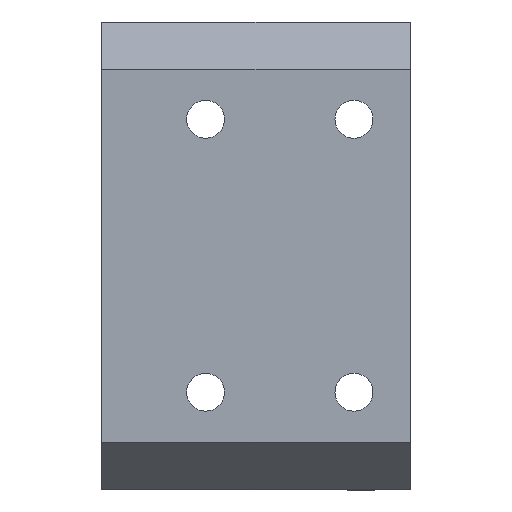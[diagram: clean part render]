
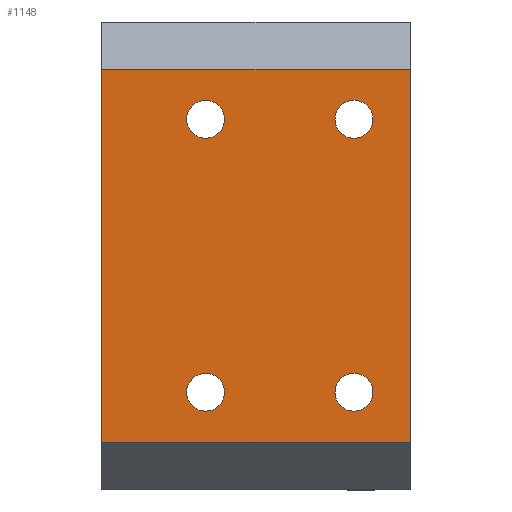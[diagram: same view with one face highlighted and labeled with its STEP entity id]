
A CAD part, top view. The second image highlights one B-rep face of the part: STEP entity #1148.
In plain terms, the highlighted planar face has unit normal (0, 0, 1).
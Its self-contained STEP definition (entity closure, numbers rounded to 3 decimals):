
#13 = EDGE_CURVE ( 'NONE', #1126, #1212, #1376, .T. ) ;
#29 = AXIS2_PLACEMENT_3D ( 'NONE', #1372, #1247, #832 ) ;
#38 = AXIS2_PLACEMENT_3D ( 'NONE', #247, #542, #700 ) ;
#51 = CARTESIAN_POINT ( 'NONE',  ( 69.714, -49.925, 5. ) ) ;
#71 = CARTESIAN_POINT ( 'NONE',  ( 72.864, -22.725, 5. ) ) ;
#97 = DIRECTION ( 'NONE',  ( 1., 0., 0. ) ) ;
#134 = CARTESIAN_POINT ( 'NONE',  ( 69.914, -54.125, 5. ) ) ;
#153 = EDGE_CURVE ( 'NONE', #932, #1497, #1134, .T. ) ;
#163 = ORIENTED_EDGE ( 'NONE', *, *, #13, .F. ) ;
#182 = FACE_BOUND ( 'NONE', #571, .T. ) ;
#195 = CIRCLE ( 'NONE', #1218, 1.6 ) ;
#199 = DIRECTION ( 'NONE',  ( -1., 0., 0. ) ) ;
#201 = CARTESIAN_POINT ( 'NONE',  ( 55.614, -26.925, 5. ) ) ;
#243 = ORIENTED_EDGE ( 'NONE', *, *, #483, .T. ) ;
#247 = CARTESIAN_POINT ( 'NONE',  ( 68.114, -49.925, 5. ) ) ;
#275 = ORIENTED_EDGE ( 'NONE', *, *, #153, .T. ) ;
#281 = VECTOR ( 'NONE', #97, 1000. ) ;
#295 = DIRECTION ( 'NONE',  ( 1., 0., 0. ) ) ;
#303 = LINE ( 'NONE', #862, #814 ) ;
#347 = EDGE_CURVE ( 'NONE', #1610, #1448, #1471, .T. ) ;
#355 = CARTESIAN_POINT ( 'NONE',  ( 57.214, -49.925, 5. ) ) ;
#357 = VERTEX_POINT ( 'NONE', #355 ) ;
#379 = VECTOR ( 'NONE', #706, 1000. ) ;
#397 = ORIENTED_EDGE ( 'NONE', *, *, #941, .T. ) ;
#451 = VECTOR ( 'NONE', #1779, 1000. ) ;
#453 = FACE_BOUND ( 'NONE', #665, .T. ) ;
#465 = CIRCLE ( 'NONE', #1749, 1.6 ) ;
#476 = FACE_BOUND ( 'NONE', #1093, .T. ) ;
#483 = EDGE_CURVE ( 'NONE', #1234, #1243, #1668, .T. ) ;
#522 = VERTEX_POINT ( 'NONE', #1787 ) ;
#525 = CARTESIAN_POINT ( 'NONE',  ( 55.614, -26.925, 5. ) ) ;
#542 = DIRECTION ( 'NONE',  ( 0., 0., 1. ) ) ;
#543 = CARTESIAN_POINT ( 'NONE',  ( 72.864, -54.125, 5. ) ) ;
#546 = ORIENTED_EDGE ( 'NONE', *, *, #1464, .T. ) ;
#549 = CIRCLE ( 'NONE', #697, 1.6 ) ;
#571 = EDGE_LOOP ( 'NONE', ( #163, #933 ) ) ;
#599 = EDGE_LOOP ( 'NONE', ( #397, #275, #546, #243 ) ) ;
#608 = CIRCLE ( 'NONE', #918, 1.6 ) ;
#622 = CARTESIAN_POINT ( 'NONE',  ( 0., 0., 5. ) ) ;
#635 = CARTESIAN_POINT ( 'NONE',  ( 68.114, -49.925, 5. ) ) ;
#665 = EDGE_LOOP ( 'NONE', ( #1277, #1648 ) ) ;
#675 = ORIENTED_EDGE ( 'NONE', *, *, #1252, .F. ) ;
#676 = DIRECTION ( 'NONE',  ( 1., 0., 0. ) ) ;
#697 = AXIS2_PLACEMENT_3D ( 'NONE', #525, #1612, #1469 ) ;
#700 = DIRECTION ( 'NONE',  ( 1., 0., 0. ) ) ;
#706 = DIRECTION ( 'NONE',  ( 0., 1., 0. ) ) ;
#791 = CARTESIAN_POINT ( 'NONE',  ( 46.864, -54.125, 5. ) ) ;
#807 = CARTESIAN_POINT ( 'NONE',  ( 69.714, -26.925, 5. ) ) ;
#814 = VECTOR ( 'NONE', #199, 1000. ) ;
#821 = ORIENTED_EDGE ( 'NONE', *, *, #347, .F. ) ;
#824 = CARTESIAN_POINT ( 'NONE',  ( 72.864, -25.675, 5. ) ) ;
#832 = DIRECTION ( 'NONE',  ( 1., 0., 0. ) ) ;
#862 = CARTESIAN_POINT ( 'NONE',  ( 46.864, -22.725, 5. ) ) ;
#868 = EDGE_CURVE ( 'NONE', #1212, #1126, #889, .T. ) ;
#889 = CIRCLE ( 'NONE', #1568, 1.6 ) ;
#895 = EDGE_CURVE ( 'NONE', #1448, #1610, #1539, .T. ) ;
#900 = ORIENTED_EDGE ( 'NONE', *, *, #1227, .F. ) ;
#907 = DIRECTION ( 'NONE',  ( 0., 0., 1. ) ) ;
#908 = EDGE_LOOP ( 'NONE', ( #675, #900 ) ) ;
#910 = AXIS2_PLACEMENT_3D ( 'NONE', #1466, #1606, #1318 ) ;
#918 = AXIS2_PLACEMENT_3D ( 'NONE', #201, #1315, #1323 ) ;
#930 = LINE ( 'NONE', #134, #281 ) ;
#932 = VERTEX_POINT ( 'NONE', #543 ) ;
#933 = ORIENTED_EDGE ( 'NONE', *, *, #868, .F. ) ;
#941 = EDGE_CURVE ( 'NONE', #1243, #932, #930, .T. ) ;
#945 = CARTESIAN_POINT ( 'NONE',  ( 55.614, -49.925, 5. ) ) ;
#981 = VERTEX_POINT ( 'NONE', #1067 ) ;
#1009 = CARTESIAN_POINT ( 'NONE',  ( 46.864, -22.725, 5. ) ) ;
#1063 = ORIENTED_EDGE ( 'NONE', *, *, #895, .F. ) ;
#1067 = CARTESIAN_POINT ( 'NONE',  ( 57.214, -26.925, 5. ) ) ;
#1091 = CARTESIAN_POINT ( 'NONE',  ( 46.864, -54.125, 5. ) ) ;
#1093 = EDGE_LOOP ( 'NONE', ( #1063, #821 ) ) ;
#1102 = EDGE_CURVE ( 'NONE', #522, #357, #195, .T. ) ;
#1126 = VERTEX_POINT ( 'NONE', #1709 ) ;
#1134 = LINE ( 'NONE', #824, #379 ) ;
#1148 = ADVANCED_FACE ( 'NONE', ( #1566, #1431, #476, #453, #182 ), #1461, .F. ) ;
#1206 = DIRECTION ( 'NONE',  ( 0., 0., 1. ) ) ;
#1212 = VERTEX_POINT ( 'NONE', #51 ) ;
#1218 = AXIS2_PLACEMENT_3D ( 'NONE', #1547, #1411, #295 ) ;
#1227 = EDGE_CURVE ( 'NONE', #981, #1390, #608, .T. ) ;
#1234 = VERTEX_POINT ( 'NONE', #1009 ) ;
#1243 = VERTEX_POINT ( 'NONE', #791 ) ;
#1247 = DIRECTION ( 'NONE',  ( 0., 0., 1. ) ) ;
#1252 = EDGE_CURVE ( 'NONE', #1390, #981, #549, .T. ) ;
#1277 = ORIENTED_EDGE ( 'NONE', *, *, #1102, .F. ) ;
#1315 = DIRECTION ( 'NONE',  ( 0., 0., 1. ) ) ;
#1317 = DIRECTION ( 'NONE',  ( 1., 0., 0. ) ) ;
#1318 = DIRECTION ( 'NONE',  ( 1., 0., 0. ) ) ;
#1323 = DIRECTION ( 'NONE',  ( 1., 0., 0. ) ) ;
#1372 = CARTESIAN_POINT ( 'NONE',  ( 68.114, -26.925, 5. ) ) ;
#1376 = CIRCLE ( 'NONE', #38, 1.6 ) ;
#1390 = VERTEX_POINT ( 'NONE', #1439 ) ;
#1411 = DIRECTION ( 'NONE',  ( 0., 0., 1. ) ) ;
#1431 = FACE_BOUND ( 'NONE', #908, .T. ) ;
#1439 = CARTESIAN_POINT ( 'NONE',  ( 54.014, -26.925, 5. ) ) ;
#1448 = VERTEX_POINT ( 'NONE', #1706 ) ;
#1452 = DIRECTION ( 'NONE',  ( 0., 0., -1. ) ) ;
#1461 = PLANE ( 'NONE',  #1743 ) ;
#1464 = EDGE_CURVE ( 'NONE', #1497, #1234, #303, .T. ) ;
#1466 = CARTESIAN_POINT ( 'NONE',  ( 68.114, -26.925, 5. ) ) ;
#1469 = DIRECTION ( 'NONE',  ( 1., 0., 0. ) ) ;
#1471 = CIRCLE ( 'NONE', #910, 1.6 ) ;
#1497 = VERTEX_POINT ( 'NONE', #71 ) ;
#1539 = CIRCLE ( 'NONE', #29, 1.6 ) ;
#1547 = CARTESIAN_POINT ( 'NONE',  ( 55.614, -49.925, 5. ) ) ;
#1566 = FACE_OUTER_BOUND ( 'NONE', #599, .T. ) ;
#1568 = AXIS2_PLACEMENT_3D ( 'NONE', #635, #907, #1317 ) ;
#1606 = DIRECTION ( 'NONE',  ( 0., 0., 1. ) ) ;
#1610 = VERTEX_POINT ( 'NONE', #807 ) ;
#1612 = DIRECTION ( 'NONE',  ( 0., 0., 1. ) ) ;
#1632 = EDGE_CURVE ( 'NONE', #357, #522, #465, .T. ) ;
#1648 = ORIENTED_EDGE ( 'NONE', *, *, #1632, .F. ) ;
#1668 = LINE ( 'NONE', #1091, #451 ) ;
#1706 = CARTESIAN_POINT ( 'NONE',  ( 66.514, -26.925, 5. ) ) ;
#1709 = CARTESIAN_POINT ( 'NONE',  ( 66.514, -49.925, 5. ) ) ;
#1740 = DIRECTION ( 'NONE',  ( 0., -1., 0. ) ) ;
#1743 = AXIS2_PLACEMENT_3D ( 'NONE', #622, #1452, #1740 ) ;
#1749 = AXIS2_PLACEMENT_3D ( 'NONE', #945, #1206, #676 ) ;
#1779 = DIRECTION ( 'NONE',  ( 0., -1., 0. ) ) ;
#1787 = CARTESIAN_POINT ( 'NONE',  ( 54.014, -49.925, 5. ) ) ;
